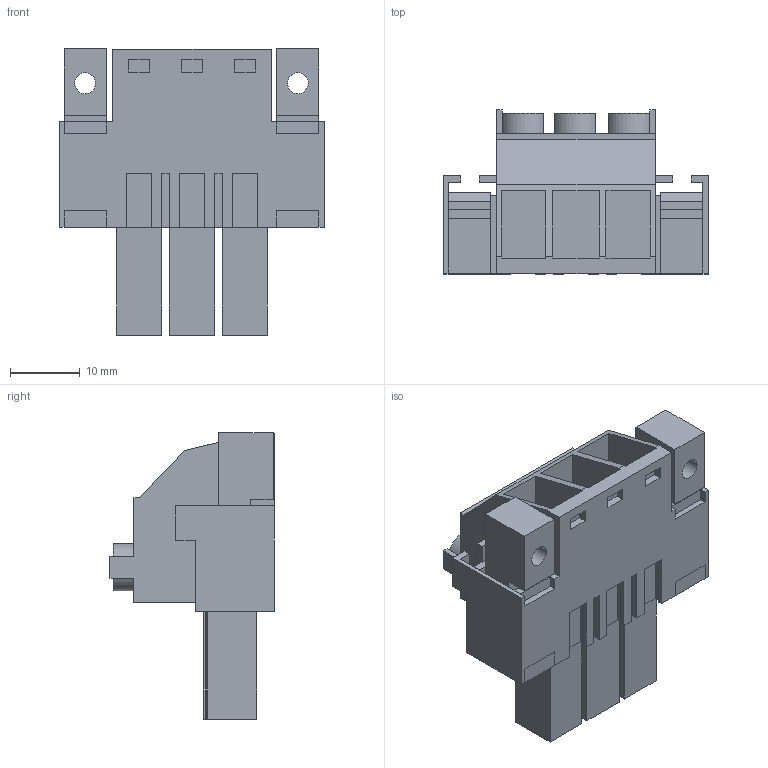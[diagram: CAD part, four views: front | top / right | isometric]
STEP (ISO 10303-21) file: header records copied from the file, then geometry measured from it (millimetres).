
FILE_DESCRIPTION(('CATIA V5 STEP Exchange','CAx-IF Rec.Pracs.--- Model Styling and Organization---1.4--- 2014-01-23'),'2;1');
FILE_NAME ('D1459321_1_1929750000_1929750000.stp','2023-05-02T08:49:59+00:00',('none'),('Weidmueller'),'CATIA Version 5-6 Release 2016 SP3 HF44','CATIA V5 STEP AP214','none');
FILE_SCHEMA(('AUTOMOTIVE_DESIGN { 1 0 10303 214 1 1 1 1 }'));
Length unit declared in the file: millimetre
Products named in the file (1): 1929750000
Bounding box: 38.1 x 23.6 x 41.2 mm (x, y, z)
Volume: 12966.7 mm3; surface area: 11100.1 mm2
Topology: 8 solids, 8 shells, 433 faces, 1181 edges, 786 vertices
Faces by surface type: plane 385, cylinder 42, extrusion 6
Entity records: 13360 total; most frequent: CARTESIAN_POINT 2629, ORIENTED_EDGE 2362, DIRECTION 1833, EDGE_CURVE 1181, VECTOR 1091, LINE 1085, VERTEX_POINT 786, EDGE_LOOP 479
